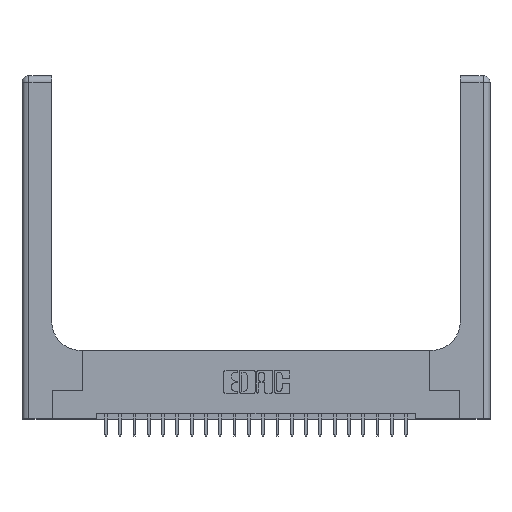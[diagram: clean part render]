
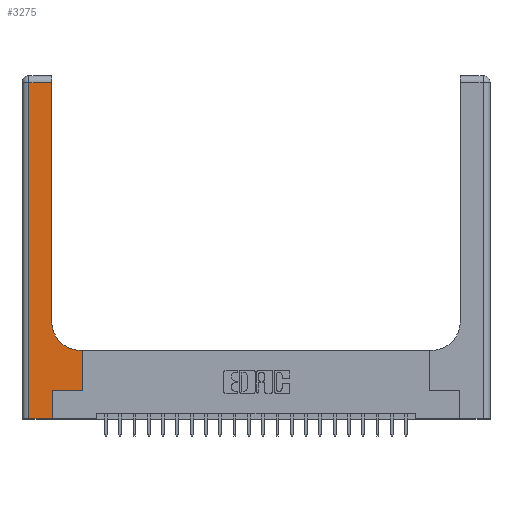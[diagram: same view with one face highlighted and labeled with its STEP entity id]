
A CAD part, top view. The second image highlights one B-rep face of the part: STEP entity #3275.
In plain terms, the highlighted planar face has unit normal (0, 0, 1).
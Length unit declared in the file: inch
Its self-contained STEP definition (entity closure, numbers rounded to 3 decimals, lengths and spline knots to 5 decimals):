
#646 = AXIS2_PLACEMENT_3D ( 'NONE', #21647, #11586, #18274 ) ;
#1112 = DIRECTION ( 'NONE',  ( 0., 1., 0. ) ) ;
#1794 = VERTEX_POINT ( 'NONE', #15950 ) ;
#1880 = EDGE_CURVE ( 'NONE', #17548, #13916, #17705, .T. ) ;
#2054 = VECTOR ( 'NONE', #16393, 39.37008 ) ;
#2436 = CARTESIAN_POINT ( 'NONE',  ( 0.26, 0.6, 0.37 ) ) ;
#2795 = CARTESIAN_POINT ( 'NONE',  ( 0.265, 0.25, 0.37 ) ) ;
#3113 = VERTEX_POINT ( 'NONE', #15123 ) ;
#3211 = VERTEX_POINT ( 'NONE', #19534 ) ;
#3275 = ADVANCED_FACE ( 'NONE', ( #12825 ), #16453, .F. ) ;
#3376 = DIRECTION ( 'NONE',  ( 0., -1., 0. ) ) ;
#3726 = DIRECTION ( 'NONE',  ( 0., 0., -1. ) ) ;
#3877 = DIRECTION ( 'NONE',  ( 0., 1., 0. ) ) ;
#4011 = EDGE_LOOP ( 'NONE', ( #8982, #11625, #4299, #21772, #13988, #9277, #14797, #20239, #9847 ) ) ;
#4299 = ORIENTED_EDGE ( 'NONE', *, *, #20399, .T. ) ;
#4437 = VECTOR ( 'NONE', #19346, 39.37008 ) ;
#4669 = VERTEX_POINT ( 'NONE', #10831 ) ;
#5337 = CARTESIAN_POINT ( 'NONE',  ( 0., 0., 0.37 ) ) ;
#5395 = EDGE_CURVE ( 'NONE', #13916, #15942, #19994, .T. ) ;
#5508 = VECTOR ( 'NONE', #1112, 39.37008 ) ;
#5519 = CARTESIAN_POINT ( 'NONE',  ( 0.51, 0.85, 0.37 ) ) ;
#7124 = DIRECTION ( 'NONE',  ( 1., 0., 0. ) ) ;
#7643 = VERTEX_POINT ( 'NONE', #20288 ) ;
#8573 = VECTOR ( 'NONE', #3877, 39.37008 ) ;
#8754 = DIRECTION ( 'NONE',  ( 1., 0., 0. ) ) ;
#8916 = CARTESIAN_POINT ( 'NONE',  ( 0.26, 3., 0.37 ) ) ;
#8982 = ORIENTED_EDGE ( 'NONE', *, *, #1880, .T. ) ;
#9277 = ORIENTED_EDGE ( 'NONE', *, *, #20967, .T. ) ;
#9284 = CARTESIAN_POINT ( 'NONE',  ( 0.06, 0., 0.37 ) ) ;
#9847 = ORIENTED_EDGE ( 'NONE', *, *, #11980, .T. ) ;
#9961 = VECTOR ( 'NONE', #7124, 39.37008 ) ;
#10087 = LINE ( 'NONE', #2436, #4437 ) ;
#10375 = VERTEX_POINT ( 'NONE', #9284 ) ;
#10395 = LINE ( 'NONE', #2795, #2054 ) ;
#10724 = AXIS2_PLACEMENT_3D ( 'NONE', #5519, #3726, #8754 ) ;
#10831 = CARTESIAN_POINT ( 'NONE',  ( 0.51, 0.6, 0.37 ) ) ;
#11049 = LINE ( 'NONE', #5337, #9961 ) ;
#11586 = DIRECTION ( 'NONE',  ( 0., 0., -1. ) ) ;
#11625 = ORIENTED_EDGE ( 'NONE', *, *, #5395, .T. ) ;
#11980 = EDGE_CURVE ( 'NONE', #4669, #17548, #19770, .T. ) ;
#12318 = CARTESIAN_POINT ( 'NONE',  ( 0.06, 2.94, 0.37 ) ) ;
#12577 = EDGE_CURVE ( 'NONE', #1794, #4669, #10087, .T. ) ;
#12825 = FACE_OUTER_BOUND ( 'NONE', #4011, .T. ) ;
#13135 = CARTESIAN_POINT ( 'NONE',  ( 0.26, 2.94, 0.37 ) ) ;
#13222 = EDGE_CURVE ( 'NONE', #7643, #3113, #20543, .T. ) ;
#13290 = CARTESIAN_POINT ( 'NONE',  ( 0.26, 0.85, 0.37 ) ) ;
#13295 = CARTESIAN_POINT ( 'NONE',  ( 0.265, 0., 0.37 ) ) ;
#13916 = VERTEX_POINT ( 'NONE', #13135 ) ;
#13988 = ORIENTED_EDGE ( 'NONE', *, *, #13222, .T. ) ;
#14449 = LINE ( 'NONE', #18625, #19285 ) ;
#14797 = ORIENTED_EDGE ( 'NONE', *, *, #16045, .T. ) ;
#15123 = CARTESIAN_POINT ( 'NONE',  ( 0.265, 0.25, 0.37 ) ) ;
#15942 = VERTEX_POINT ( 'NONE', #12318 ) ;
#15950 = CARTESIAN_POINT ( 'NONE',  ( 0.528, 0.6, 0.37 ) ) ;
#16045 = EDGE_CURVE ( 'NONE', #3211, #1794, #20602, .T. ) ;
#16393 = DIRECTION ( 'NONE',  ( 1., 0., 0. ) ) ;
#16453 = PLANE ( 'NONE',  #646 ) ;
#17548 = VERTEX_POINT ( 'NONE', #13290 ) ;
#17705 = LINE ( 'NONE', #8916, #8573 ) ;
#17849 = CARTESIAN_POINT ( 'NONE',  ( 0., 2.94, 0.37 ) ) ;
#18200 = VECTOR ( 'NONE', #19429, 39.37008 ) ;
#18274 = DIRECTION ( 'NONE',  ( -1., 0., 0. ) ) ;
#18625 = CARTESIAN_POINT ( 'NONE',  ( 0.06, 3., 0.37 ) ) ;
#18874 = EDGE_CURVE ( 'NONE', #10375, #7643, #11049, .T. ) ;
#19285 = VECTOR ( 'NONE', #3376, 39.37008 ) ;
#19346 = DIRECTION ( 'NONE',  ( -1., 0., 0. ) ) ;
#19429 = DIRECTION ( 'NONE',  ( 0., 1., 0. ) ) ;
#19502 = CARTESIAN_POINT ( 'NONE',  ( 0.528, 0.25, 0.37 ) ) ;
#19534 = CARTESIAN_POINT ( 'NONE',  ( 0.528, 0.25, 0.37 ) ) ;
#19770 = CIRCLE ( 'NONE', #10724, 0.25 ) ;
#19994 = LINE ( 'NONE', #17849, #22140 ) ;
#20239 = ORIENTED_EDGE ( 'NONE', *, *, #12577, .T. ) ;
#20288 = CARTESIAN_POINT ( 'NONE',  ( 0.265, 0., 0.37 ) ) ;
#20399 = EDGE_CURVE ( 'NONE', #15942, #10375, #14449, .T. ) ;
#20543 = LINE ( 'NONE', #13295, #5508 ) ;
#20602 = LINE ( 'NONE', #19502, #18200 ) ;
#20967 = EDGE_CURVE ( 'NONE', #3113, #3211, #10395, .T. ) ;
#21164 = DIRECTION ( 'NONE',  ( -1., 0., 0. ) ) ;
#21647 = CARTESIAN_POINT ( 'NONE',  ( 0., 3., 0.37 ) ) ;
#21772 = ORIENTED_EDGE ( 'NONE', *, *, #18874, .T. ) ;
#22140 = VECTOR ( 'NONE', #21164, 39.37008 ) ;
